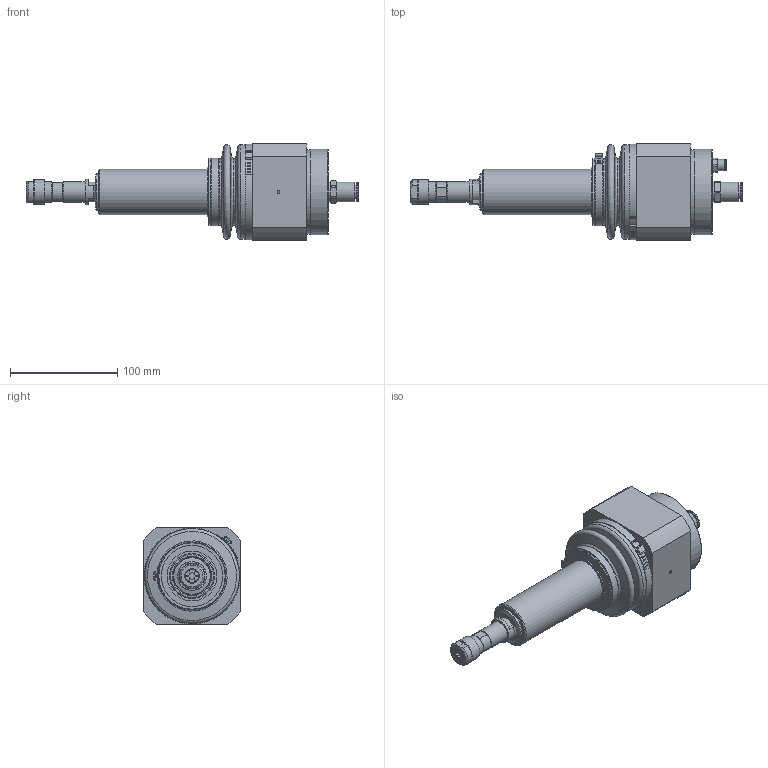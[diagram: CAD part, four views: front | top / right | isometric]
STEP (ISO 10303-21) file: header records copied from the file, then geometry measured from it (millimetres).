
FILE_DESCRIPTION(/* description */ ('ESR 203'),/* implementation_level */ '2;1');
FILE_NAME(/* name */ 'ESR 203_60074395.stp',/* time_stamp */ '2023-08-08T14:55:54+02:00',/* author */ ('DSteinicke'),/* organization */ (''),/* preprocessor_version */ 'ST-DEVELOPER v19.2',/* originating_system */ 'Autodesk Inventor 2024',/* authorisation */ '');
FILE_SCHEMA (('AUTOMOTIVE_DESIGN { 1 0 10303 214 3 1 1 }'));
Length unit declared in the file: millimetre
Products named in the file (1): 60074395
Bounding box: 308.89 x 90 x 90 mm (x, y, z)
Volume: 852562.3 mm3; surface area: 82837.1 mm2
Topology: 1 solids, 3 shells, 439 faces, 1192 edges, 760 vertices
Faces by surface type: plane 197, cylinder 140, cone 92, torus 10
Full cylindrical faces by diameter (mm): 2.5 x1, 3 x2, 4.917 x4, 5.999 x2, 6 x4, 7.2 x1, 8.565 x1, 8.566 x1, 9.9 x1, 10.5 x1, 10.6 x1, 11.445 x3, 12 x1, 13.2 x2, 17.917 x1, 18 x1, 18.5 x2, 19 x3, 19.2 x1, 19.5 x1, 20.3 x1, 23 x1, 24 x1, 34 x1, 36 x1, 42 x1, 46.5 x1, 62 x3, 78.178 x1, 80 x1
Entity records: 14704 total; most frequent: CARTESIAN_POINT 3121, ORIENTED_EDGE 2376, DIRECTION 2359, EDGE_CURVE 1188, AXIS2_PLACEMENT_3D 944, VERTEX_POINT 760, CIRCLE 504, EDGE_LOOP 498
